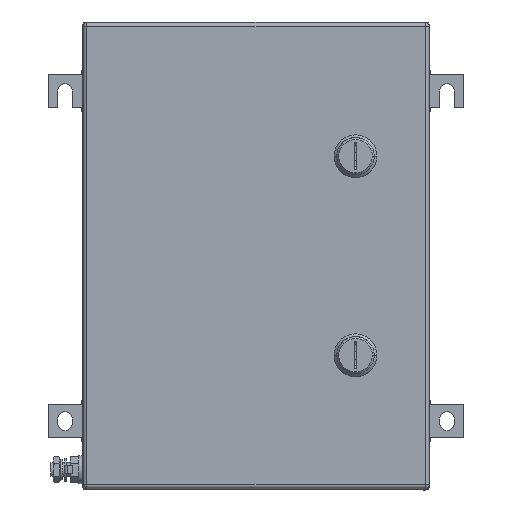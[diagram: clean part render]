
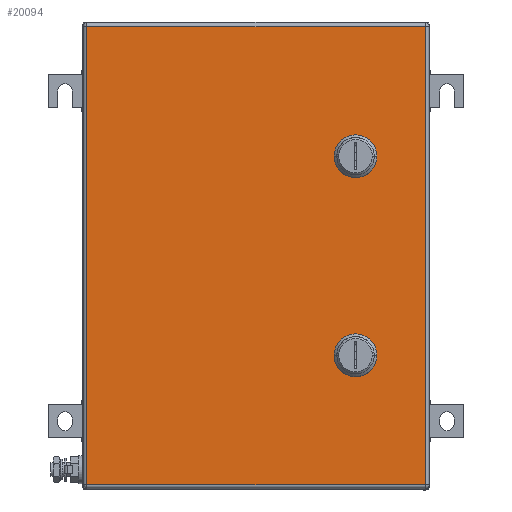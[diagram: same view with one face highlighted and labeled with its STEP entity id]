
A CAD part, top view. The second image highlights one B-rep face of the part: STEP entity #20094.
In plain terms, the highlighted planar face has unit normal (0, 0, 1).
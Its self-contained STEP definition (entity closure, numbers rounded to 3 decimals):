
#19908=AXIS2_PLACEMENT_3D('Circle Axis2P3D',#19906,#19907,$) ;
#19935=AXIS2_PLACEMENT_3D('Plane Axis2P3D',#19932,#19933,#19934) ;
#19980=AXIS2_PLACEMENT_3D('Circle Axis2P3D',#19978,#19979,$) ;
#19994=AXIS2_PLACEMENT_3D('Circle Axis2P3D',#19992,#19993,$) ;
#20008=AXIS2_PLACEMENT_3D('Circle Axis2P3D',#20006,#20007,$) ;
#20030=AXIS2_PLACEMENT_3D('Circle Axis2P3D',#20028,#20029,$) ;
#20046=AXIS2_PLACEMENT_3D('Circle Axis2P3D',#20044,#20045,$) ;
#20060=AXIS2_PLACEMENT_3D('Circle Axis2P3D',#20058,#20059,$) ;
#20074=AXIS2_PLACEMENT_3D('Circle Axis2P3D',#20072,#20073,$) ;
#19903=CARTESIAN_POINT('Vertex',(235.056,239.45,203.5)) ;
#19906=CARTESIAN_POINT('Axis2P3D Location',(230.,249.5,203.5)) ;
#19910=CARTESIAN_POINT('Vertex',(240.05,244.444,203.5)) ;
#19932=CARTESIAN_POINT('Axis2P3D Location',(155.5,175.,203.5)) ;
#19937=CARTESIAN_POINT('Line Origine',(155.5,346.5,203.5)) ;
#19941=CARTESIAN_POINT('Vertex',(282.,346.5,203.5)) ;
#19943=CARTESIAN_POINT('Vertex',(29.,346.5,203.5)) ;
#19946=CARTESIAN_POINT('Line Origine',(29.,175.,203.5)) ;
#19950=CARTESIAN_POINT('Vertex',(29.,3.5,203.5)) ;
#19953=CARTESIAN_POINT('Line Origine',(155.5,3.5,203.5)) ;
#19957=CARTESIAN_POINT('Vertex',(282.,3.5,203.5)) ;
#19960=CARTESIAN_POINT('Line Origine',(282.,175.,203.5)) ;
#19971=CARTESIAN_POINT('Line Origine',(230.,239.45,203.5)) ;
#19975=CARTESIAN_POINT('Vertex',(224.944,239.45,203.5)) ;
#19978=CARTESIAN_POINT('Axis2P3D Location',(230.,249.5,203.5)) ;
#19982=CARTESIAN_POINT('Vertex',(219.95,244.444,203.5)) ;
#19985=CARTESIAN_POINT('Line Origine',(219.95,249.5,203.5)) ;
#19989=CARTESIAN_POINT('Vertex',(219.95,254.556,203.5)) ;
#19992=CARTESIAN_POINT('Axis2P3D Location',(230.,249.5,203.5)) ;
#19996=CARTESIAN_POINT('Vertex',(224.944,259.55,203.5)) ;
#19999=CARTESIAN_POINT('Line Origine',(230.,259.55,203.5)) ;
#20003=CARTESIAN_POINT('Vertex',(235.056,259.55,203.5)) ;
#20006=CARTESIAN_POINT('Axis2P3D Location',(230.,249.5,203.5)) ;
#20010=CARTESIAN_POINT('Vertex',(240.05,254.556,203.5)) ;
#20013=CARTESIAN_POINT('Line Origine',(240.05,249.5,203.5)) ;
#20028=CARTESIAN_POINT('Axis2P3D Location',(230.,100.5,203.5)) ;
#20032=CARTESIAN_POINT('Vertex',(235.056,90.45,203.5)) ;
#20034=CARTESIAN_POINT('Vertex',(240.05,95.444,203.5)) ;
#20037=CARTESIAN_POINT('Line Origine',(230.,90.45,203.5)) ;
#20041=CARTESIAN_POINT('Vertex',(224.944,90.45,203.5)) ;
#20044=CARTESIAN_POINT('Axis2P3D Location',(230.,100.5,203.5)) ;
#20048=CARTESIAN_POINT('Vertex',(219.95,95.444,203.5)) ;
#20051=CARTESIAN_POINT('Line Origine',(219.95,100.5,203.5)) ;
#20055=CARTESIAN_POINT('Vertex',(219.95,105.556,203.5)) ;
#20058=CARTESIAN_POINT('Axis2P3D Location',(230.,100.5,203.5)) ;
#20062=CARTESIAN_POINT('Vertex',(224.944,110.55,203.5)) ;
#20065=CARTESIAN_POINT('Line Origine',(230.,110.55,203.5)) ;
#20069=CARTESIAN_POINT('Vertex',(235.056,110.55,203.5)) ;
#20072=CARTESIAN_POINT('Axis2P3D Location',(230.,100.5,203.5)) ;
#20076=CARTESIAN_POINT('Vertex',(240.05,105.556,203.5)) ;
#20079=CARTESIAN_POINT('Line Origine',(240.05,100.5,203.5)) ;
#19907=DIRECTION('Axis2P3D Direction',(0.,0.,1.)) ;
#19933=DIRECTION('Axis2P3D Direction',(0.,0.,1.)) ;
#19934=DIRECTION('Axis2P3D XDirection',(1.,0.,0.)) ;
#19938=DIRECTION('Vector Direction',(1.,0.,0.)) ;
#19947=DIRECTION('Vector Direction',(0.,-1.,0.)) ;
#19954=DIRECTION('Vector Direction',(1.,0.,0.)) ;
#19961=DIRECTION('Vector Direction',(0.,1.,0.)) ;
#19972=DIRECTION('Vector Direction',(1.,0.,0.)) ;
#19979=DIRECTION('Axis2P3D Direction',(0.,0.,1.)) ;
#19986=DIRECTION('Vector Direction',(0.,1.,0.)) ;
#19993=DIRECTION('Axis2P3D Direction',(0.,0.,1.)) ;
#20000=DIRECTION('Vector Direction',(1.,0.,0.)) ;
#20007=DIRECTION('Axis2P3D Direction',(0.,0.,1.)) ;
#20014=DIRECTION('Vector Direction',(0.,-1.,0.)) ;
#20029=DIRECTION('Axis2P3D Direction',(0.,0.,1.)) ;
#20038=DIRECTION('Vector Direction',(1.,0.,0.)) ;
#20045=DIRECTION('Axis2P3D Direction',(0.,0.,1.)) ;
#20052=DIRECTION('Vector Direction',(0.,1.,0.)) ;
#20059=DIRECTION('Axis2P3D Direction',(0.,0.,1.)) ;
#20066=DIRECTION('Vector Direction',(1.,0.,0.)) ;
#20073=DIRECTION('Axis2P3D Direction',(0.,0.,1.)) ;
#20080=DIRECTION('Vector Direction',(0.,-1.,0.)) ;
#19939=VECTOR('Line Direction',#19938,1.) ;
#19948=VECTOR('Line Direction',#19947,1.) ;
#19955=VECTOR('Line Direction',#19954,1.) ;
#19962=VECTOR('Line Direction',#19961,1.) ;
#19973=VECTOR('Line Direction',#19972,1.) ;
#19987=VECTOR('Line Direction',#19986,1.) ;
#20001=VECTOR('Line Direction',#20000,1.) ;
#20015=VECTOR('Line Direction',#20014,1.) ;
#20039=VECTOR('Line Direction',#20038,1.) ;
#20053=VECTOR('Line Direction',#20052,1.) ;
#20067=VECTOR('Line Direction',#20066,1.) ;
#20081=VECTOR('Line Direction',#20080,1.) ;
#19966=ORIENTED_EDGE('',*,*,#19945,.T.) ;
#19967=ORIENTED_EDGE('',*,*,#19952,.T.) ;
#19968=ORIENTED_EDGE('',*,*,#19959,.T.) ;
#19969=ORIENTED_EDGE('',*,*,#19964,.T.) ;
#20019=ORIENTED_EDGE('',*,*,#19977,.F.) ;
#20020=ORIENTED_EDGE('',*,*,#19984,.F.) ;
#20021=ORIENTED_EDGE('',*,*,#19991,.T.) ;
#20022=ORIENTED_EDGE('',*,*,#19998,.F.) ;
#20023=ORIENTED_EDGE('',*,*,#20005,.T.) ;
#20024=ORIENTED_EDGE('',*,*,#20012,.F.) ;
#20025=ORIENTED_EDGE('',*,*,#20017,.T.) ;
#20026=ORIENTED_EDGE('',*,*,#19912,.F.) ;
#20085=ORIENTED_EDGE('',*,*,#20036,.F.) ;
#20086=ORIENTED_EDGE('',*,*,#20043,.F.) ;
#20087=ORIENTED_EDGE('',*,*,#20050,.F.) ;
#20088=ORIENTED_EDGE('',*,*,#20057,.T.) ;
#20089=ORIENTED_EDGE('',*,*,#20064,.F.) ;
#20090=ORIENTED_EDGE('',*,*,#20071,.T.) ;
#20091=ORIENTED_EDGE('',*,*,#20078,.F.) ;
#20092=ORIENTED_EDGE('',*,*,#20083,.T.) ;
#20027=FACE_BOUND('',#20018,.T.) ;
#20093=FACE_BOUND('',#20084,.T.) ;
#20094=ADVANCED_FACE('ZUB_KTB_QL_352620_0GP_AllCATPart.1\\ZUB_DE_KTB_QL.1\\DE_KTB_MH_PART_MASTER.1\\Koerper.2',(#19970,#20027,#20093),#19936,.T.) ;
#19909=CIRCLE('generated circle',#19908,11.25) ;
#19981=CIRCLE('generated circle',#19980,11.25) ;
#19995=CIRCLE('generated circle',#19994,11.25) ;
#20009=CIRCLE('generated circle',#20008,11.25) ;
#20031=CIRCLE('generated circle',#20030,11.25) ;
#20047=CIRCLE('generated circle',#20046,11.25) ;
#20061=CIRCLE('generated circle',#20060,11.25) ;
#20075=CIRCLE('generated circle',#20074,11.25) ;
#19912=EDGE_CURVE('',#19904,#19911,#19909,.T.) ;
#19945=EDGE_CURVE('',#19942,#19944,#19940,.F.) ;
#19952=EDGE_CURVE('',#19944,#19951,#19949,.T.) ;
#19959=EDGE_CURVE('',#19951,#19958,#19956,.T.) ;
#19964=EDGE_CURVE('',#19958,#19942,#19963,.T.) ;
#19977=EDGE_CURVE('',#19976,#19904,#19974,.T.) ;
#19984=EDGE_CURVE('',#19983,#19976,#19981,.T.) ;
#19991=EDGE_CURVE('',#19983,#19990,#19988,.T.) ;
#19998=EDGE_CURVE('',#19997,#19990,#19995,.T.) ;
#20005=EDGE_CURVE('',#19997,#20004,#20002,.T.) ;
#20012=EDGE_CURVE('',#20011,#20004,#20009,.T.) ;
#20017=EDGE_CURVE('',#20011,#19911,#20016,.T.) ;
#20036=EDGE_CURVE('',#20033,#20035,#20031,.T.) ;
#20043=EDGE_CURVE('',#20042,#20033,#20040,.T.) ;
#20050=EDGE_CURVE('',#20049,#20042,#20047,.T.) ;
#20057=EDGE_CURVE('',#20049,#20056,#20054,.T.) ;
#20064=EDGE_CURVE('',#20063,#20056,#20061,.T.) ;
#20071=EDGE_CURVE('',#20063,#20070,#20068,.T.) ;
#20078=EDGE_CURVE('',#20077,#20070,#20075,.T.) ;
#20083=EDGE_CURVE('',#20077,#20035,#20082,.T.) ;
#19965=EDGE_LOOP('',(#19966,#19967,#19968,#19969)) ;
#20018=EDGE_LOOP('',(#20019,#20020,#20021,#20022,#20023,#20024,#20025,#20026)) ;
#20084=EDGE_LOOP('',(#20085,#20086,#20087,#20088,#20089,#20090,#20091,#20092)) ;
#19970=FACE_OUTER_BOUND('',#19965,.T.) ;
#19940=LINE('Line',#19937,#19939) ;
#19949=LINE('Line',#19946,#19948) ;
#19956=LINE('Line',#19953,#19955) ;
#19963=LINE('Line',#19960,#19962) ;
#19974=LINE('Line',#19971,#19973) ;
#19988=LINE('Line',#19985,#19987) ;
#20002=LINE('Line',#19999,#20001) ;
#20016=LINE('Line',#20013,#20015) ;
#20040=LINE('Line',#20037,#20039) ;
#20054=LINE('Line',#20051,#20053) ;
#20068=LINE('Line',#20065,#20067) ;
#20082=LINE('Line',#20079,#20081) ;
#19936=PLANE('',#19935) ;
#19904=VERTEX_POINT('',#19903) ;
#19911=VERTEX_POINT('',#19910) ;
#19942=VERTEX_POINT('',#19941) ;
#19944=VERTEX_POINT('',#19943) ;
#19951=VERTEX_POINT('',#19950) ;
#19958=VERTEX_POINT('',#19957) ;
#19976=VERTEX_POINT('',#19975) ;
#19983=VERTEX_POINT('',#19982) ;
#19990=VERTEX_POINT('',#19989) ;
#19997=VERTEX_POINT('',#19996) ;
#20004=VERTEX_POINT('',#20003) ;
#20011=VERTEX_POINT('',#20010) ;
#20033=VERTEX_POINT('',#20032) ;
#20035=VERTEX_POINT('',#20034) ;
#20042=VERTEX_POINT('',#20041) ;
#20049=VERTEX_POINT('',#20048) ;
#20056=VERTEX_POINT('',#20055) ;
#20063=VERTEX_POINT('',#20062) ;
#20070=VERTEX_POINT('',#20069) ;
#20077=VERTEX_POINT('',#20076) ;
